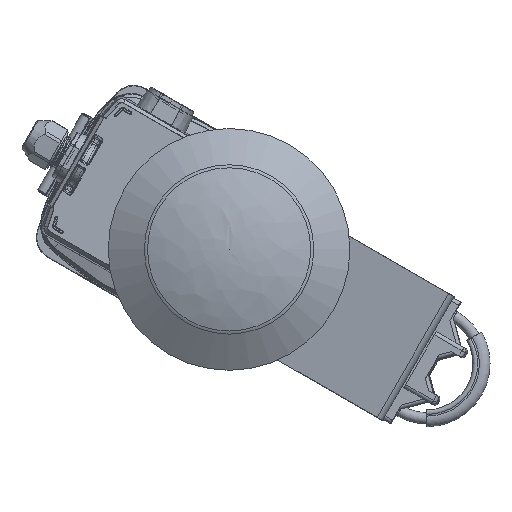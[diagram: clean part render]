
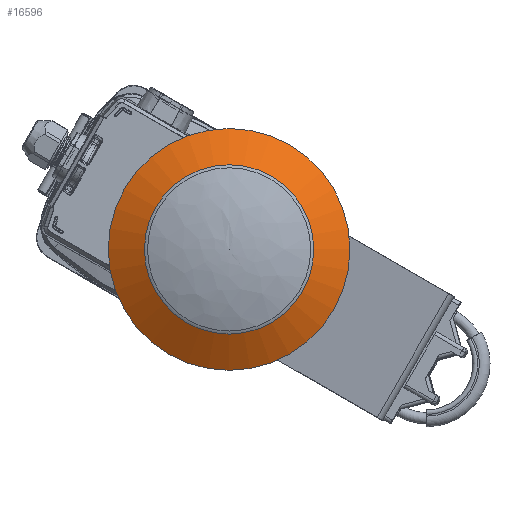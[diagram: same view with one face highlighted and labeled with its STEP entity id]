
A CAD part, front view. The second image highlights one B-rep face of the part: STEP entity #16596.
In plain terms, the highlighted conical face has half-angle 59.036 degrees and reference radius 54.25 mm.
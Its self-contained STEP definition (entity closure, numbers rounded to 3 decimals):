
#3581=CONICAL_SURFACE('',#61807,54.25,59.036);
#16596=ADVANCED_FACE('',(#19270,#19271),#3581,.T.);
#19270=FACE_BOUND('',#22253,.T.);
#19271=FACE_BOUND('',#22254,.T.);
#22253=EDGE_LOOP('',(#34335));
#22254=EDGE_LOOP('',(#34336));
#34335=ORIENTED_EDGE('',*,*,#50610,.F.);
#34336=ORIENTED_EDGE('',*,*,#50609,.F.);
#43438=VERTEX_POINT('',#104808);
#43439=VERTEX_POINT('',#104811);
#50609=EDGE_CURVE('',#43438,#43438,#55878,.T.);
#50610=EDGE_CURVE('',#43439,#43439,#55879,.T.);
#55878=CIRCLE('',#61804,45.01);
#55879=CIRCLE('',#61806,64.25);
#61804=AXIS2_PLACEMENT_3D('',#104807,#74552,#74553);
#61806=AXIS2_PLACEMENT_3D('',#104810,#74556,#74557);
#61807=AXIS2_PLACEMENT_3D('',#104812,#74558,#74559);
#74552=DIRECTION('',(0.,-1.,0.));
#74553=DIRECTION('',(1.,0.,0.));
#74556=DIRECTION('',(0.,1.,0.));
#74557=DIRECTION('',(-1.,0.,0.));
#74558=DIRECTION('',(0.,1.,0.));
#74559=DIRECTION('',(1.,0.,0.));
#104807=CARTESIAN_POINT('',(0.,8.456,0.));
#104808=CARTESIAN_POINT('',(-45.01,8.456,0.));
#104810=CARTESIAN_POINT('',(0.,20.,0.));
#104811=CARTESIAN_POINT('',(-64.25,20.,0.));
#104812=CARTESIAN_POINT('',(0.,14.,0.));
